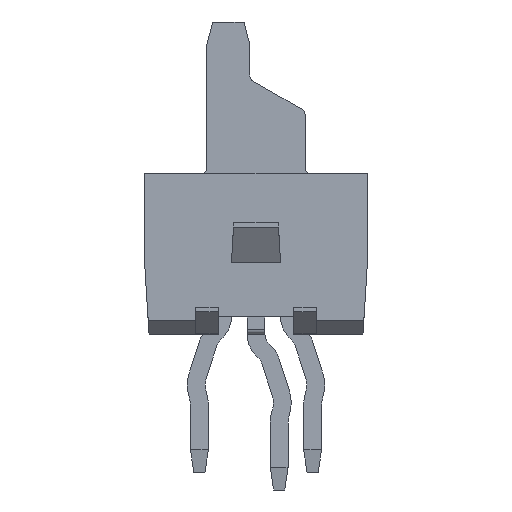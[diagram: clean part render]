
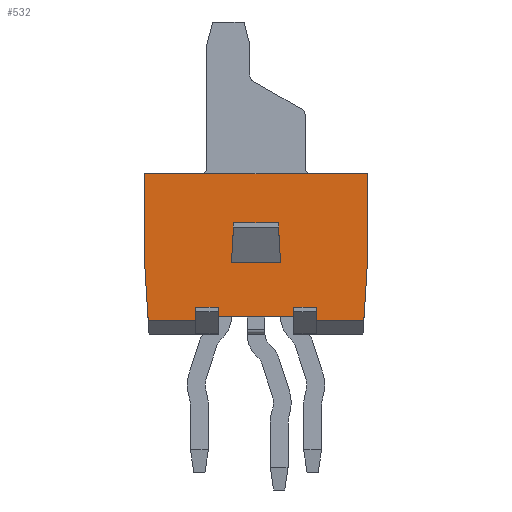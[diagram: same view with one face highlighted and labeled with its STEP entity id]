
A CAD part, left-side view. The second image highlights one B-rep face of the part: STEP entity #532.
In plain terms, the highlighted planar face has unit normal (-1, 0, 0).
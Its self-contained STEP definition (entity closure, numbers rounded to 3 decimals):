
#532 = ADVANCED_FACE( '', ( #1121, #1122 ), #1123, .F. );
#1121 = FACE_BOUND( '', #1713, .T. );
#1122 = FACE_OUTER_BOUND( '', #1714, .T. );
#1123 = PLANE( '', #1715 );
#1713 = EDGE_LOOP( '', ( #2455, #2456, #2457, #2458 ) );
#1714 = EDGE_LOOP( '', ( #2459, #2460, #2461, #2462, #2463, #2464, #2465, #2466, #2467, #2468, #2469, #2470, #2471, #2472 ) );
#1715 = AXIS2_PLACEMENT_3D( '', #2473, #2474, #2475 );
#2455 = ORIENTED_EDGE( '', *, *, #4560, .T. );
#2456 = ORIENTED_EDGE( '', *, *, #4561, .T. );
#2457 = ORIENTED_EDGE( '', *, *, #4562, .F. );
#2458 = ORIENTED_EDGE( '', *, *, #4563, .F. );
#2459 = ORIENTED_EDGE( '', *, *, #4564, .T. );
#2460 = ORIENTED_EDGE( '', *, *, #4565, .T. );
#2461 = ORIENTED_EDGE( '', *, *, #4566, .F. );
#2462 = ORIENTED_EDGE( '', *, *, #4567, .T. );
#2463 = ORIENTED_EDGE( '', *, *, #4568, .F. );
#2464 = ORIENTED_EDGE( '', *, *, #4569, .F. );
#2465 = ORIENTED_EDGE( '', *, *, #4570, .T. );
#2466 = ORIENTED_EDGE( '', *, *, #4571, .T. );
#2467 = ORIENTED_EDGE( '', *, *, #4572, .F. );
#2468 = ORIENTED_EDGE( '', *, *, #4573, .F. );
#2469 = ORIENTED_EDGE( '', *, *, #4554, .F. );
#2470 = ORIENTED_EDGE( '', *, *, #4574, .T. );
#2471 = ORIENTED_EDGE( '', *, *, #4575, .T. );
#2472 = ORIENTED_EDGE( '', *, *, #4576, .T. );
#2473 = CARTESIAN_POINT( '', ( -9.905, 2.5, 3.6 ) );
#2474 = DIRECTION( '', ( 1., 0., 0. ) );
#2475 = DIRECTION( '', ( 0., 0., -1. ) );
#4554 = EDGE_CURVE( '', #5375, #5377, #5378, .T. );
#4560 = EDGE_CURVE( '', #5386, #5387, #5388, .T. );
#4561 = EDGE_CURVE( '', #5387, #5389, #5390, .T. );
#4562 = EDGE_CURVE( '', #5391, #5389, #5392, .T. );
#4563 = EDGE_CURVE( '', #5386, #5391, #5393, .T. );
#4564 = EDGE_CURVE( '', #5394, #5395, #5396, .T. );
#4565 = EDGE_CURVE( '', #5395, #5397, #5398, .T. );
#4566 = EDGE_CURVE( '', #5399, #5397, #5400, .T. );
#4567 = EDGE_CURVE( '', #5399, #5401, #5402, .T. );
#4568 = EDGE_CURVE( '', #5403, #5401, #5404, .T. );
#4569 = EDGE_CURVE( '', #5405, #5403, #5406, .T. );
#4570 = EDGE_CURVE( '', #5405, #5407, #5408, .T. );
#4571 = EDGE_CURVE( '', #5407, #5409, #5410, .T. );
#4572 = EDGE_CURVE( '', #5411, #5409, #5412, .T. );
#4573 = EDGE_CURVE( '', #5377, #5411, #5413, .T. );
#4574 = EDGE_CURVE( '', #5375, #5414, #5415, .T. );
#4575 = EDGE_CURVE( '', #5414, #5416, #5417, .T. );
#4576 = EDGE_CURVE( '', #5416, #5394, #5418, .T. );
#5375 = VERTEX_POINT( '', #6440 );
#5377 = VERTEX_POINT( '', #6443 );
#5378 = LINE( '', #6444, #6445 );
#5386 = VERTEX_POINT( '', #6458 );
#5387 = VERTEX_POINT( '', #6459 );
#5388 = LINE( '', #6460, #6461 );
#5389 = VERTEX_POINT( '', #6462 );
#5390 = LINE( '', #6463, #6464 );
#5391 = VERTEX_POINT( '', #6465 );
#5392 = LINE( '', #6466, #6467 );
#5393 = LINE( '', #6468, #6469 );
#5394 = VERTEX_POINT( '', #6470 );
#5395 = VERTEX_POINT( '', #6471 );
#5396 = LINE( '', #6472, #6473 );
#5397 = VERTEX_POINT( '', #6474 );
#5398 = LINE( '', #6475, #6476 );
#5399 = VERTEX_POINT( '', #6477 );
#5400 = LINE( '', #6478, #6479 );
#5401 = VERTEX_POINT( '', #6480 );
#5402 = LINE( '', #6481, #6482 );
#5403 = VERTEX_POINT( '', #6483 );
#5404 = LINE( '', #6484, #6485 );
#5405 = VERTEX_POINT( '', #6486 );
#5406 = LINE( '', #6487, #6488 );
#5407 = VERTEX_POINT( '', #6489 );
#5408 = LINE( '', #6490, #6491 );
#5409 = VERTEX_POINT( '', #6492 );
#5410 = LINE( '', #6493, #6494 );
#5411 = VERTEX_POINT( '', #6495 );
#5412 = LINE( '', #6496, #6497 );
#5413 = LINE( '', #6498, #6499 );
#5414 = VERTEX_POINT( '', #6500 );
#5415 = LINE( '', #6501, #6502 );
#5416 = VERTEX_POINT( '', #6503 );
#5417 = LINE( '', #6504, #6505 );
#5418 = LINE( '', #6506, #6507 );
#6440 = CARTESIAN_POINT( '', ( -9.905, 2.5, 3.6 ) );
#6443 = CARTESIAN_POINT( '', ( -9.905, -2.5, 3.6 ) );
#6444 = CARTESIAN_POINT( '', ( -9.905, 2.5, 3.6 ) );
#6445 = VECTOR( '', #7988, 1000. );
#6458 = CARTESIAN_POINT( '', ( -9.905, -0.5, 2.5 ) );
#6459 = CARTESIAN_POINT( '', ( -9.905, -0.55, 1.6 ) );
#6460 = CARTESIAN_POINT( '', ( -9.905, -0.5, 2.5 ) );
#6461 = VECTOR( '', #7994, 1000. );
#6462 = CARTESIAN_POINT( '', ( -9.905, 0.55, 1.6 ) );
#6463 = CARTESIAN_POINT( '', ( -9.905, -0.55, 1.6 ) );
#6464 = VECTOR( '', #7995, 1000. );
#6465 = CARTESIAN_POINT( '', ( -9.905, 0.5, 2.5 ) );
#6466 = CARTESIAN_POINT( '', ( -9.905, 0.5, 2.5 ) );
#6467 = VECTOR( '', #7996, 1000. );
#6468 = CARTESIAN_POINT( '', ( -9.905, -0.55, 2.5 ) );
#6469 = VECTOR( '', #7997, 1000. );
#6470 = CARTESIAN_POINT( '', ( -9.905, 1.35, 0.3 ) );
#6471 = CARTESIAN_POINT( '', ( -9.905, 1.35, 0.6 ) );
#6472 = CARTESIAN_POINT( '', ( -9.905, 1.35, 0.3 ) );
#6473 = VECTOR( '', #7998, 1000. );
#6474 = CARTESIAN_POINT( '', ( -9.905, 0.85, 0.6 ) );
#6475 = CARTESIAN_POINT( '', ( -9.905, 1.35, 0.6 ) );
#6476 = VECTOR( '', #7999, 1000. );
#6477 = CARTESIAN_POINT( '', ( -9.905, 0.85, 0.4 ) );
#6478 = CARTESIAN_POINT( '', ( -9.905, 0.85, 0.3 ) );
#6479 = VECTOR( '', #8000, 1000. );
#6480 = CARTESIAN_POINT( '', ( -9.905, -0.85, 0.4 ) );
#6481 = CARTESIAN_POINT( '', ( -9.905, 2.5, 0.4 ) );
#6482 = VECTOR( '', #8001, 1000. );
#6483 = CARTESIAN_POINT( '', ( -9.905, -0.85, 0.6 ) );
#6484 = CARTESIAN_POINT( '', ( -9.905, -0.85, 0.6 ) );
#6485 = VECTOR( '', #8002, 1000. );
#6486 = CARTESIAN_POINT( '', ( -9.905, -1.35, 0.6 ) );
#6487 = CARTESIAN_POINT( '', ( -9.905, -1.35, 0.6 ) );
#6488 = VECTOR( '', #8003, 1000. );
#6489 = CARTESIAN_POINT( '', ( -9.905, -1.35, 0.3 ) );
#6490 = CARTESIAN_POINT( '', ( -9.905, -1.35, 0.6 ) );
#6491 = VECTOR( '', #8004, 1000. );
#6492 = CARTESIAN_POINT( '', ( -9.905, -2.419, 0.3 ) );
#6493 = CARTESIAN_POINT( '', ( -9.905, 2.5, 0.3 ) );
#6494 = VECTOR( '', #8005, 1000. );
#6495 = CARTESIAN_POINT( '', ( -9.905, -2.5, 1.6 ) );
#6496 = CARTESIAN_POINT( '', ( -9.905, -2.605, 3.281 ) );
#6497 = VECTOR( '', #8006, 1000. );
#6498 = CARTESIAN_POINT( '', ( -9.905, -2.5, 3.6 ) );
#6499 = VECTOR( '', #8007, 1000. );
#6500 = CARTESIAN_POINT( '', ( -9.905, 2.5, 1.6 ) );
#6501 = CARTESIAN_POINT( '', ( -9.905, 2.5, 3.6 ) );
#6502 = VECTOR( '', #8008, 1000. );
#6503 = CARTESIAN_POINT( '', ( -9.905, 2.419, 0.3 ) );
#6504 = CARTESIAN_POINT( '', ( -9.905, 2.625, 3.592 ) );
#6505 = VECTOR( '', #8009, 1000. );
#6506 = CARTESIAN_POINT( '', ( -9.905, 2.5, 0.3 ) );
#6507 = VECTOR( '', #8010, 1000. );
#7988 = DIRECTION( '', ( 0., -1., 0. ) );
#7994 = DIRECTION( '', ( 0., -0.055, -0.998 ) );
#7995 = DIRECTION( '', ( 0., 1., 0. ) );
#7996 = DIRECTION( '', ( 0., 0.055, -0.998 ) );
#7997 = DIRECTION( '', ( 0., 1., 0. ) );
#7998 = DIRECTION( '', ( 0., 0., 1. ) );
#7999 = DIRECTION( '', ( 0., -1., 0. ) );
#8000 = DIRECTION( '', ( 0., 0., 1. ) );
#8001 = DIRECTION( '', ( 0., -1., 0. ) );
#8002 = DIRECTION( '', ( 0., 0., -1. ) );
#8003 = DIRECTION( '', ( 0., 1., 0. ) );
#8004 = DIRECTION( '', ( 0., 0., -1. ) );
#8005 = DIRECTION( '', ( 0., -1., 0. ) );
#8006 = DIRECTION( '', ( 0., 0.062, -0.998 ) );
#8007 = DIRECTION( '', ( 0., 0., -1. ) );
#8008 = DIRECTION( '', ( 0., 0., -1. ) );
#8009 = DIRECTION( '', ( 0., -0.062, -0.998 ) );
#8010 = DIRECTION( '', ( 0., -1., 0. ) );
